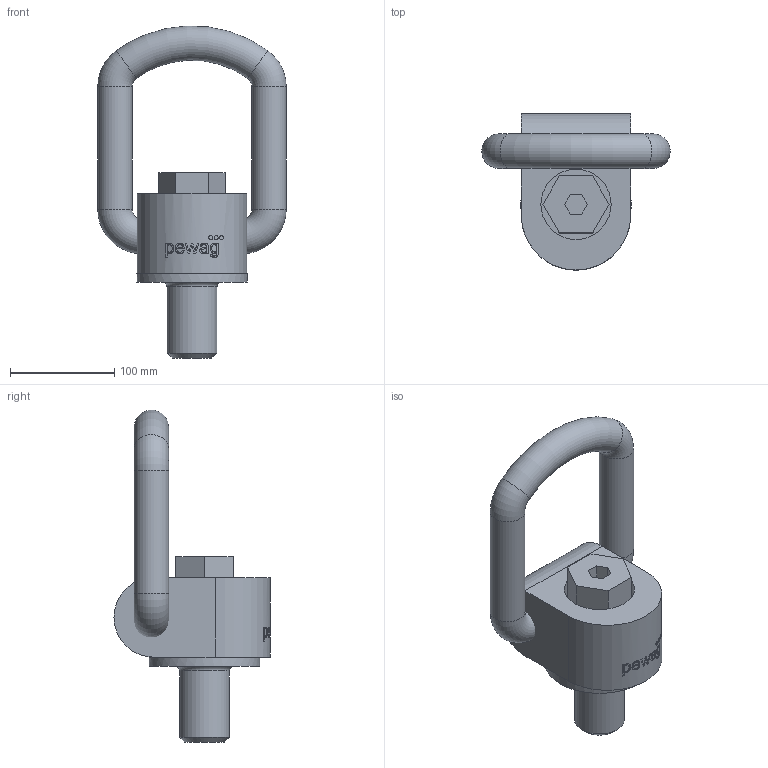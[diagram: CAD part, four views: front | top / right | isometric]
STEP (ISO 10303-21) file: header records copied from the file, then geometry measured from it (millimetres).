
FILE_DESCRIPTION(/* description */ (''),/* implementation_level */ '2;1');
FILE_NAME(/* name */ 'PLAW_20_t.stp',/* time_stamp */ '2017-11-06T16:50:47+01:00',/* author */ (''),/* organization */ (''),/* preprocessor_version */ 'ST-DEVELOPER v16',/* originating_system */ 'SIEMENS PLM Software NX 11.0',/* authorisation */ '');
FILE_SCHEMA (('AUTOMOTIVE_DESIGN { 1 0 10303 214 3 1 1 1 }'));
Length unit declared in the file: millimetre
Products named in the file (1): mum21341492ziti
Bounding box: 181 x 150 x 318.91 mm (x, y, z)
Volume: 1798069.3 mm3; surface area: 146785.9 mm2
Topology: 2 solids, 2 shells, 134 faces, 333 edges, 217 vertices
Faces by surface type: plane 64, extrusion 45, cylinder 18, torus 6, cone 1
Full cylindrical faces by diameter (mm): 3.938 x3, 33 x3, 48 x1, 67.509 x1, 106 x1
Entity records: 5123 total; most frequent: CARTESIAN_POINT 2031, ORIENTED_EDGE 630, DIRECTION 465, EDGE_CURVE 315, VERTEX_POINT 215, VECTOR 177, B_SPLINE_CURVE_WITH_KNOTS 174, EDGE_LOOP 166
